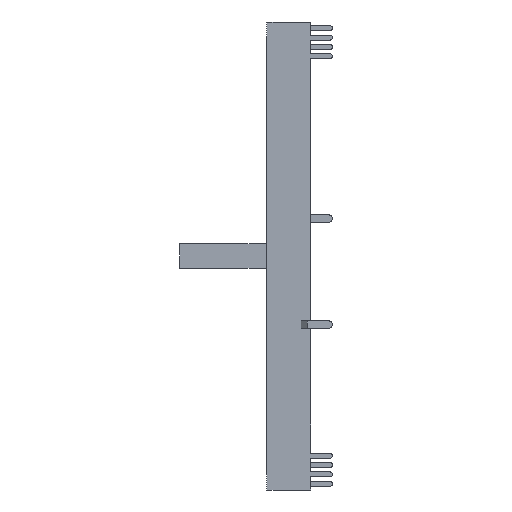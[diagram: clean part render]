
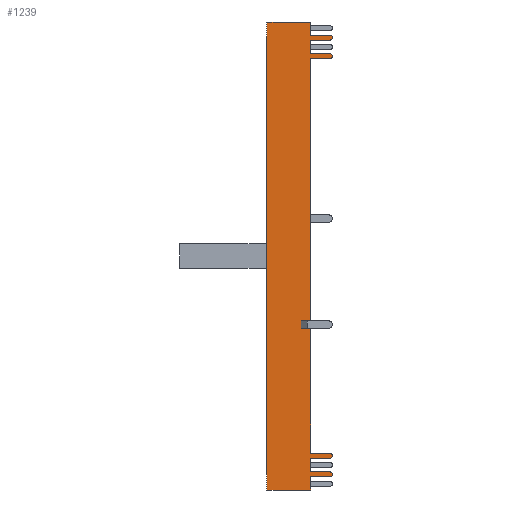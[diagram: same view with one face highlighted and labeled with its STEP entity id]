
A CAD part, left-side view. The second image highlights one B-rep face of the part: STEP entity #1239.
In plain terms, the highlighted planar face has unit normal (-1, 0, 0).
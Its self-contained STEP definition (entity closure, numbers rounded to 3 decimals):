
#38=CIRCLE('',#1304,0.4);
#40=CIRCLE('',#1310,0.4);
#42=CIRCLE('',#1316,0.4);
#44=CIRCLE('',#1322,0.4);
#101=FACE_OUTER_BOUND('',#162,.T.);
#162=EDGE_LOOP('',(#976,#977,#978,#979,#980,#981,#982,#983,#984,#985,#986,
#987,#988,#989,#990,#991,#992,#993,#994,#995,#996,#997,#998,#999));
#193=LINE('',#1705,#341);
#196=LINE('',#1714,#344);
#203=LINE('',#1727,#351);
#248=LINE('',#1847,#396);
#251=LINE('',#1853,#399);
#257=LINE('',#1870,#405);
#260=LINE('',#1876,#408);
#266=LINE('',#1893,#414);
#269=LINE('',#1899,#417);
#275=LINE('',#1916,#423);
#278=LINE('',#1922,#426);
#297=LINE('',#1961,#445);
#298=LINE('',#1963,#446);
#299=LINE('',#1964,#447);
#300=LINE('',#1965,#448);
#301=LINE('',#1967,#449);
#302=LINE('',#1969,#450);
#303=LINE('',#1970,#451);
#304=LINE('',#1971,#452);
#305=LINE('',#1972,#453);
#341=VECTOR('',#1385,10.);
#344=VECTOR('',#1394,10.);
#351=VECTOR('',#1403,10.);
#396=VECTOR('',#1518,10.);
#399=VECTOR('',#1523,10.);
#405=VECTOR('',#1539,10.);
#408=VECTOR('',#1544,10.);
#414=VECTOR('',#1560,10.);
#417=VECTOR('',#1565,10.);
#423=VECTOR('',#1581,10.);
#426=VECTOR('',#1586,10.);
#445=VECTOR('',#1619,10.);
#446=VECTOR('',#1622,10.);
#447=VECTOR('',#1623,10.);
#448=VECTOR('',#1624,10.);
#449=VECTOR('',#1625,10.);
#450=VECTOR('',#1626,10.);
#451=VECTOR('',#1627,10.);
#452=VECTOR('',#1628,10.);
#453=VECTOR('',#1629,10.);
#481=VERTEX_POINT('',#1698);
#484=VERTEX_POINT('',#1703);
#487=VERTEX_POINT('',#1713);
#492=VERTEX_POINT('',#1725);
#528=VERTEX_POINT('',#1837);
#529=VERTEX_POINT('',#1838);
#532=VERTEX_POINT('',#1846);
#534=VERTEX_POINT('',#1852);
#536=VERTEX_POINT('',#1860);
#537=VERTEX_POINT('',#1861);
#540=VERTEX_POINT('',#1869);
#542=VERTEX_POINT('',#1875);
#544=VERTEX_POINT('',#1883);
#545=VERTEX_POINT('',#1884);
#548=VERTEX_POINT('',#1892);
#550=VERTEX_POINT('',#1898);
#552=VERTEX_POINT('',#1906);
#553=VERTEX_POINT('',#1907);
#556=VERTEX_POINT('',#1915);
#558=VERTEX_POINT('',#1921);
#568=VERTEX_POINT('',#1954);
#571=VERTEX_POINT('',#1959);
#572=VERTEX_POINT('',#1966);
#573=VERTEX_POINT('',#1968);
#602=EDGE_CURVE('',#481,#484,#193,.T.);
#606=EDGE_CURVE('',#487,#481,#196,.T.);
#613=EDGE_CURVE('',#484,#492,#203,.T.);
#666=EDGE_CURVE('',#528,#529,#38,.T.);
#670=EDGE_CURVE('',#532,#529,#248,.T.);
#673=EDGE_CURVE('',#528,#534,#251,.T.);
#677=EDGE_CURVE('',#536,#537,#40,.T.);
#681=EDGE_CURVE('',#540,#537,#257,.T.);
#684=EDGE_CURVE('',#536,#542,#260,.T.);
#688=EDGE_CURVE('',#544,#545,#42,.T.);
#692=EDGE_CURVE('',#548,#545,#266,.T.);
#695=EDGE_CURVE('',#544,#550,#269,.T.);
#699=EDGE_CURVE('',#552,#553,#44,.T.);
#703=EDGE_CURVE('',#556,#553,#275,.T.);
#706=EDGE_CURVE('',#552,#558,#278,.T.);
#725=EDGE_CURVE('',#568,#571,#297,.T.);
#726=EDGE_CURVE('',#492,#558,#298,.T.);
#727=EDGE_CURVE('',#556,#542,#299,.T.);
#728=EDGE_CURVE('',#540,#568,#300,.T.);
#729=EDGE_CURVE('',#572,#571,#301,.T.);
#730=EDGE_CURVE('',#573,#572,#302,.T.);
#731=EDGE_CURVE('',#573,#550,#303,.T.);
#732=EDGE_CURVE('',#548,#534,#304,.T.);
#733=EDGE_CURVE('',#532,#487,#305,.T.);
#976=ORIENTED_EDGE('',*,*,#613,.T.);
#977=ORIENTED_EDGE('',*,*,#726,.T.);
#978=ORIENTED_EDGE('',*,*,#706,.F.);
#979=ORIENTED_EDGE('',*,*,#699,.T.);
#980=ORIENTED_EDGE('',*,*,#703,.F.);
#981=ORIENTED_EDGE('',*,*,#727,.T.);
#982=ORIENTED_EDGE('',*,*,#684,.F.);
#983=ORIENTED_EDGE('',*,*,#677,.T.);
#984=ORIENTED_EDGE('',*,*,#681,.F.);
#985=ORIENTED_EDGE('',*,*,#728,.T.);
#986=ORIENTED_EDGE('',*,*,#725,.T.);
#987=ORIENTED_EDGE('',*,*,#729,.F.);
#988=ORIENTED_EDGE('',*,*,#730,.F.);
#989=ORIENTED_EDGE('',*,*,#731,.T.);
#990=ORIENTED_EDGE('',*,*,#695,.F.);
#991=ORIENTED_EDGE('',*,*,#688,.T.);
#992=ORIENTED_EDGE('',*,*,#692,.F.);
#993=ORIENTED_EDGE('',*,*,#732,.T.);
#994=ORIENTED_EDGE('',*,*,#673,.F.);
#995=ORIENTED_EDGE('',*,*,#666,.T.);
#996=ORIENTED_EDGE('',*,*,#670,.F.);
#997=ORIENTED_EDGE('',*,*,#733,.T.);
#998=ORIENTED_EDGE('',*,*,#606,.T.);
#999=ORIENTED_EDGE('',*,*,#602,.T.);
#1125=PLANE('',#1333);
#1239=ADVANCED_FACE('',(#101),#1125,.T.);
#1304=AXIS2_PLACEMENT_3D('',#1839,#1510,#1511);
#1310=AXIS2_PLACEMENT_3D('',#1862,#1531,#1532);
#1316=AXIS2_PLACEMENT_3D('',#1885,#1552,#1553);
#1322=AXIS2_PLACEMENT_3D('',#1908,#1573,#1574);
#1333=AXIS2_PLACEMENT_3D('',#1962,#1620,#1621);
#1385=DIRECTION('',(0.,0.,1.));
#1394=DIRECTION('',(0.,1.,0.));
#1403=DIRECTION('',(0.,-1.,0.));
#1510=DIRECTION('center_axis',(-1.,0.,0.));
#1511=DIRECTION('ref_axis',(0.,0.,-1.));
#1518=DIRECTION('',(0.,-1.,0.));
#1523=DIRECTION('',(0.,1.,0.));
#1531=DIRECTION('center_axis',(-1.,0.,0.));
#1532=DIRECTION('ref_axis',(0.,0.,-1.));
#1539=DIRECTION('',(0.,-1.,0.));
#1544=DIRECTION('',(0.,1.,0.));
#1552=DIRECTION('center_axis',(-1.,0.,0.));
#1553=DIRECTION('ref_axis',(0.,0.,-1.));
#1560=DIRECTION('',(0.,-1.,0.));
#1565=DIRECTION('',(0.,1.,0.));
#1573=DIRECTION('center_axis',(-1.,0.,0.));
#1574=DIRECTION('ref_axis',(0.,0.,-1.));
#1581=DIRECTION('',(0.,-1.,0.));
#1586=DIRECTION('',(0.,1.,0.));
#1619=DIRECTION('',(0.,1.,0.));
#1620=DIRECTION('center_axis',(-1.,0.,0.));
#1621=DIRECTION('ref_axis',(0.,0.,1.));
#1622=DIRECTION('',(0.,0.,1.));
#1623=DIRECTION('',(0.,0.,1.));
#1624=DIRECTION('',(0.,0.,1.));
#1625=DIRECTION('',(0.,0.,1.));
#1626=DIRECTION('',(0.,1.,0.));
#1627=DIRECTION('',(0.,0.,1.));
#1628=DIRECTION('',(0.,0.,1.));
#1629=DIRECTION('',(0.,0.,1.));
#1698=CARTESIAN_POINT('',(-4.,1.5,-11.6));
#1703=CARTESIAN_POINT('',(-4.,1.5,-10.4));
#1705=CARTESIAN_POINT('',(-4.,1.5,-23.95));
#1713=CARTESIAN_POINT('',(-4.,0.,-11.6));
#1714=CARTESIAN_POINT('',(-4.,0.75,-11.6));
#1725=CARTESIAN_POINT('',(-4.,0.,-10.4));
#1727=CARTESIAN_POINT('',(-4.,-1.45,-10.4));
#1837=CARTESIAN_POINT('',(-4.,-3.1,-32.4));
#1838=CARTESIAN_POINT('',(-4.,-3.1,-31.6));
#1839=CARTESIAN_POINT('Origin',(-4.,-3.1,-32.));
#1846=CARTESIAN_POINT('',(-4.,0.,-31.6));
#1847=CARTESIAN_POINT('',(-4.,1.5,-31.6));
#1852=CARTESIAN_POINT('',(-4.,0.,-32.4));
#1853=CARTESIAN_POINT('',(-4.,-3.1,-32.4));
#1860=CARTESIAN_POINT('',(-4.,-3.1,34.6));
#1861=CARTESIAN_POINT('',(-4.,-3.1,35.4));
#1862=CARTESIAN_POINT('Origin',(-4.,-3.1,35.));
#1869=CARTESIAN_POINT('',(-4.,0.,35.4));
#1870=CARTESIAN_POINT('',(-4.,1.5,35.4));
#1875=CARTESIAN_POINT('',(-4.,0.,34.6));
#1876=CARTESIAN_POINT('',(-4.,-3.1,34.6));
#1883=CARTESIAN_POINT('',(-4.,-3.1,-35.4));
#1884=CARTESIAN_POINT('',(-4.,-3.1,-34.6));
#1885=CARTESIAN_POINT('Origin',(-4.,-3.1,-35.));
#1892=CARTESIAN_POINT('',(-4.,0.,-34.6));
#1893=CARTESIAN_POINT('',(-4.,1.5,-34.6));
#1898=CARTESIAN_POINT('',(-4.,0.,-35.4));
#1899=CARTESIAN_POINT('',(-4.,-3.1,-35.4));
#1906=CARTESIAN_POINT('',(-4.,-3.1,31.6));
#1907=CARTESIAN_POINT('',(-4.,-3.1,32.4));
#1908=CARTESIAN_POINT('Origin',(-4.,-3.1,32.));
#1915=CARTESIAN_POINT('',(-4.,0.,32.4));
#1916=CARTESIAN_POINT('',(-4.,1.5,32.4));
#1921=CARTESIAN_POINT('',(-4.,0.,31.6));
#1922=CARTESIAN_POINT('',(-4.,-3.1,31.6));
#1954=CARTESIAN_POINT('',(-4.,0.,37.5));
#1959=CARTESIAN_POINT('',(-4.,7.,37.5));
#1961=CARTESIAN_POINT('',(-4.,0.,37.5));
#1962=CARTESIAN_POINT('Origin',(-4.,0.,-37.5));
#1963=CARTESIAN_POINT('',(-4.,0.,-37.5));
#1964=CARTESIAN_POINT('',(-4.,0.,-37.5));
#1965=CARTESIAN_POINT('',(-4.,0.,-37.5));
#1966=CARTESIAN_POINT('',(-4.,7.,-37.5));
#1967=CARTESIAN_POINT('',(-4.,7.,-37.5));
#1968=CARTESIAN_POINT('',(-4.,0.,-37.5));
#1969=CARTESIAN_POINT('',(-4.,0.,-37.5));
#1970=CARTESIAN_POINT('',(-4.,0.,-37.5));
#1971=CARTESIAN_POINT('',(-4.,0.,-37.5));
#1972=CARTESIAN_POINT('',(-4.,0.,-37.5));
